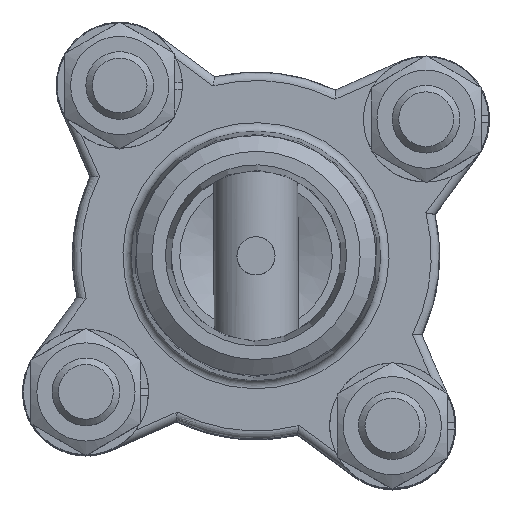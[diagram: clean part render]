
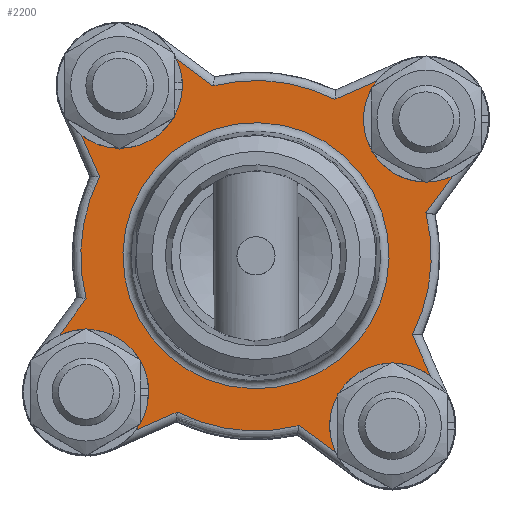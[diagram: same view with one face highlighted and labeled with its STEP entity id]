
A CAD part, top view. The second image highlights one B-rep face of the part: STEP entity #2200.
In plain terms, the highlighted planar face has unit normal (0, 0, 1).
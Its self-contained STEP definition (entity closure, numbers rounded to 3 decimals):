
#1799=CARTESIAN_POINT('',(-20.981,14.195,33.698));
#1800=VERTEX_POINT('',#1799);
#1807=CARTESIAN_POINT('',(-9.755,23.194,33.698));
#1808=VERTEX_POINT('',#1807);
#1839=CARTESIAN_POINT('',(-11.257,20.802,33.698));
#1840=VERTEX_POINT('',#1839);
#1841=CARTESIAN_POINT('',(-11.438,21.602,33.698));
#1842=VERTEX_POINT('',#1841);
#1889=CARTESIAN_POINT('',(-9.218,21.602,33.698));
#1890=VERTEX_POINT('',#1889);
#1891=CARTESIAN_POINT('',(-9.218,21.602,33.698));
#1892=DIRECTION('',(-1.0,0.0,0.0));
#1893=VECTOR('',#1892,2.22);
#1894=LINE('',#1891,#1893);
#1895=EDGE_CURVE('',#1890,#1842,#1894,.T.);
#1937=CARTESIAN_POINT('',(-9.091,20.802,33.698));
#1938=VERTEX_POINT('',#1937);
#1946=CARTESIAN_POINT('',(-11.257,20.802,33.698));
#1947=DIRECTION('',(1.0,0.0,0.0));
#1948=VECTOR('',#1947,2.166);
#1949=LINE('',#1946,#1948);
#1950=EDGE_CURVE('',#1840,#1938,#1949,.T.);
#1982=CARTESIAN_POINT('',(-16.453,20.048,33.698));
#1983=DIRECTION('',(0.0,0.0,-1.0));
#1984=DIRECTION('',(0.0,-1.0,0.0));
#1985=AXIS2_PLACEMENT_3D('',#1982,#1983,#1984);
#1986=CIRCLE('',#1985,7.4);
#1987=EDGE_CURVE('',#1808,#1890,#1986,.T.);
#1990=CARTESIAN_POINT('',(-16.453,20.048,33.698));
#1991=DIRECTION('',(0.0,0.0,-1.0));
#1992=DIRECTION('',(0.0,-1.0,0.0));
#1993=AXIS2_PLACEMENT_3D('',#1990,#1991,#1992);
#1994=CIRCLE('',#1993,7.4);
#1995=EDGE_CURVE('',#1938,#1800,#1994,.T.);
#2012=CARTESIAN_POINT('',(-0.346,-0.043,33.698));
#2013=DIRECTION('',(0.0,0.0,1.0));
#2014=DIRECTION('',(-0.994,0.109,0.0));
#2015=AXIS2_PLACEMENT_3D('',#2012,#2013,#2014);
#2016=PLANE('',#2015);
#2017=ORIENTED_EDGE('',*,*,#1950,.T.);
#2018=ORIENTED_EDGE('',*,*,#1995,.T.);
#2019=CARTESIAN_POINT('',(-18.824,9.286,33.698));
#2020=VERTEX_POINT('',#2019);
#2021=CARTESIAN_POINT('',(-20.981,14.195,33.698));
#2022=DIRECTION('',(0.402,-0.916,0.));
#2023=VECTOR('',#2022,5.361);
#2024=LINE('',#2021,#2023);
#2025=EDGE_CURVE('',#1800,#2020,#2024,.T.);
#2026=ORIENTED_EDGE('',*,*,#2025,.T.);
#2027=CARTESIAN_POINT('',(-20.411,-5.131,33.698));
#2028=VERTEX_POINT('',#2027);
#2029=CARTESIAN_POINT('',(-0.346,-0.043,33.698));
#2030=DIRECTION('',(0.,0.,1.0));
#2031=DIRECTION('',(0.626,-0.78,0.));
#2032=AXIS2_PLACEMENT_3D('',#2029,#2030,#2031);
#2033=CIRCLE('',#2032,20.7);
#2034=EDGE_CURVE('',#2020,#2028,#2033,.T.);
#2035=ORIENTED_EDGE('',*,*,#2034,.T.);
#2036=CARTESIAN_POINT('',(-23.583,-9.452,33.698));
#2037=VERTEX_POINT('',#2036);
#2038=CARTESIAN_POINT('',(-20.411,-5.131,33.698));
#2039=DIRECTION('',(-0.592,-0.806,0.));
#2040=VECTOR('',#2039,5.361);
#2041=LINE('',#2038,#2040);
#2042=EDGE_CURVE('',#2028,#2037,#2041,.T.);
#2043=ORIENTED_EDGE('',*,*,#2042,.T.);
#2044=CARTESIAN_POINT('',(-13.202,-14.595,33.698));
#2045=VERTEX_POINT('',#2044);
#2046=CARTESIAN_POINT('',(-20.436,-16.15,33.698));
#2047=DIRECTION('',(0.0,0.0,-1.0));
#2048=DIRECTION('',(0.0,-1.0,0.0));
#2049=AXIS2_PLACEMENT_3D('',#2046,#2047,#2048);
#2050=CIRCLE('',#2049,7.4);
#2051=EDGE_CURVE('',#2037,#2045,#2050,.T.);
#2052=ORIENTED_EDGE('',*,*,#2051,.T.);
#2053=CARTESIAN_POINT('',(-15.422,-14.595,33.698));
#2054=VERTEX_POINT('',#2053);
#2055=CARTESIAN_POINT('',(-13.202,-14.595,33.698));
#2056=DIRECTION('',(-1.0,0.0,0.0));
#2057=VECTOR('',#2056,2.22);
#2058=LINE('',#2055,#2057);
#2059=EDGE_CURVE('',#2045,#2054,#2058,.T.);
#2060=ORIENTED_EDGE('',*,*,#2059,.T.);
#2061=CARTESIAN_POINT('',(-15.241,-15.395,33.698));
#2062=VERTEX_POINT('',#2061);
#2063=CARTESIAN_POINT('',(-20.436,-16.15,33.698));
#2064=DIRECTION('',(0.,0.,-1.0));
#2065=DIRECTION('',(0.626,-0.78,0.));
#2066=AXIS2_PLACEMENT_3D('',#2063,#2064,#2065);
#2067=CIRCLE('',#2066,5.25);
#2068=EDGE_CURVE('',#2054,#2062,#2067,.T.);
#2069=ORIENTED_EDGE('',*,*,#2068,.T.);
#2070=CARTESIAN_POINT('',(-13.075,-15.395,33.698));
#2071=VERTEX_POINT('',#2070);
#2072=CARTESIAN_POINT('',(-15.241,-15.395,33.698));
#2073=DIRECTION('',(1.0,0.0,0.0));
#2074=VECTOR('',#2073,2.166);
#2075=LINE('',#2072,#2074);
#2076=EDGE_CURVE('',#2062,#2071,#2075,.T.);
#2077=ORIENTED_EDGE('',*,*,#2076,.T.);
#2078=CARTESIAN_POINT('',(-14.584,-20.678,33.698));
#2079=VERTEX_POINT('',#2078);
#2080=CARTESIAN_POINT('',(-20.436,-16.15,33.698));
#2081=DIRECTION('',(0.0,0.0,-1.0));
#2082=DIRECTION('',(0.0,-1.0,0.0));
#2083=AXIS2_PLACEMENT_3D('',#2080,#2081,#2082);
#2084=CIRCLE('',#2083,7.4);
#2085=EDGE_CURVE('',#2071,#2079,#2084,.T.);
#2086=ORIENTED_EDGE('',*,*,#2085,.T.);
#2087=CARTESIAN_POINT('',(-9.675,-18.521,33.698));
#2088=VERTEX_POINT('',#2087);
#2089=CARTESIAN_POINT('',(-14.584,-20.678,33.698));
#2090=DIRECTION('',(0.916,0.402,0.0));
#2091=VECTOR('',#2090,5.361);
#2092=LINE('',#2089,#2091);
#2093=EDGE_CURVE('',#2079,#2088,#2092,.T.);
#2094=ORIENTED_EDGE('',*,*,#2093,.T.);
#2095=CARTESIAN_POINT('',(4.742,-20.108,33.698));
#2096=VERTEX_POINT('',#2095);
#2097=CARTESIAN_POINT('',(-0.346,-0.043,33.698));
#2098=DIRECTION('',(0.,0.,1.0));
#2099=DIRECTION('',(0.626,-0.78,0.));
#2100=AXIS2_PLACEMENT_3D('',#2097,#2098,#2099);
#2101=CIRCLE('',#2100,20.7);
#2102=EDGE_CURVE('',#2088,#2096,#2101,.T.);
#2103=ORIENTED_EDGE('',*,*,#2102,.T.);
#2104=CARTESIAN_POINT('',(9.064,-23.28,33.698));
#2105=VERTEX_POINT('',#2104);
#2106=CARTESIAN_POINT('',(4.742,-20.108,33.698));
#2107=DIRECTION('',(0.806,-0.592,0.));
#2108=VECTOR('',#2107,5.361);
#2109=LINE('',#2106,#2108);
#2110=EDGE_CURVE('',#2096,#2105,#2109,.T.);
#2111=ORIENTED_EDGE('',*,*,#2110,.T.);
#2112=CARTESIAN_POINT('',(20.289,-14.281,33.698));
#2113=VERTEX_POINT('',#2112);
#2114=CARTESIAN_POINT('',(15.761,-20.134,33.698));
#2115=DIRECTION('',(0.0,0.0,-1.0));
#2116=DIRECTION('',(0.0,-1.0,0.0));
#2117=AXIS2_PLACEMENT_3D('',#2114,#2115,#2116);
#2118=CIRCLE('',#2117,7.4);
#2119=EDGE_CURVE('',#2105,#2113,#2118,.T.);
#2120=ORIENTED_EDGE('',*,*,#2119,.T.);
#2121=CARTESIAN_POINT('',(18.133,-9.372,33.698));
#2122=VERTEX_POINT('',#2121);
#2123=CARTESIAN_POINT('',(20.289,-14.281,33.698));
#2124=DIRECTION('',(-0.402,0.916,0.));
#2125=VECTOR('',#2124,5.361);
#2126=LINE('',#2123,#2125);
#2127=EDGE_CURVE('',#2113,#2122,#2126,.T.);
#2128=ORIENTED_EDGE('',*,*,#2127,.T.);
#2129=CARTESIAN_POINT('',(19.719,5.045,33.698));
#2130=VERTEX_POINT('',#2129);
#2131=CARTESIAN_POINT('',(-0.346,-0.043,33.698));
#2132=DIRECTION('',(0.,0.,1.0));
#2133=DIRECTION('',(0.626,-0.78,0.));
#2134=AXIS2_PLACEMENT_3D('',#2131,#2132,#2133);
#2135=CIRCLE('',#2134,20.7);
#2136=EDGE_CURVE('',#2122,#2130,#2135,.T.);
#2137=ORIENTED_EDGE('',*,*,#2136,.T.);
#2138=CARTESIAN_POINT('',(22.892,9.366,33.698));
#2139=VERTEX_POINT('',#2138);
#2140=CARTESIAN_POINT('',(19.719,5.045,33.698));
#2141=DIRECTION('',(0.592,0.806,0.));
#2142=VECTOR('',#2141,5.361);
#2143=LINE('',#2140,#2142);
#2144=EDGE_CURVE('',#2130,#2139,#2143,.T.);
#2145=ORIENTED_EDGE('',*,*,#2144,.T.);
#2146=CARTESIAN_POINT('',(13.892,20.592,33.698));
#2147=VERTEX_POINT('',#2146);
#2148=CARTESIAN_POINT('',(19.745,16.064,33.698));
#2149=DIRECTION('',(0.0,0.0,-1.0));
#2150=DIRECTION('',(0.0,-1.0,0.0));
#2151=AXIS2_PLACEMENT_3D('',#2148,#2149,#2150);
#2152=CIRCLE('',#2151,7.4);
#2153=EDGE_CURVE('',#2139,#2147,#2152,.T.);
#2154=ORIENTED_EDGE('',*,*,#2153,.T.);
#2155=CARTESIAN_POINT('',(8.984,18.435,33.698));
#2156=VERTEX_POINT('',#2155);
#2157=CARTESIAN_POINT('',(13.892,20.592,33.698));
#2158=DIRECTION('',(-0.916,-0.402,0.0));
#2159=VECTOR('',#2158,5.361);
#2160=LINE('',#2157,#2159);
#2161=EDGE_CURVE('',#2147,#2156,#2160,.T.);
#2162=ORIENTED_EDGE('',*,*,#2161,.T.);
#2163=CARTESIAN_POINT('',(-5.433,20.022,33.698));
#2164=VERTEX_POINT('',#2163);
#2165=CARTESIAN_POINT('',(-0.346,-0.043,33.698));
#2166=DIRECTION('',(0.,0.,1.0));
#2167=DIRECTION('',(0.626,-0.78,0.));
#2168=AXIS2_PLACEMENT_3D('',#2165,#2166,#2167);
#2169=CIRCLE('',#2168,20.7);
#2170=EDGE_CURVE('',#2156,#2164,#2169,.T.);
#2171=ORIENTED_EDGE('',*,*,#2170,.T.);
#2172=CARTESIAN_POINT('',(-5.433,20.022,33.698));
#2173=DIRECTION('',(-0.806,0.592,0.));
#2174=VECTOR('',#2173,5.361);
#2175=LINE('',#2172,#2174);
#2176=EDGE_CURVE('',#2164,#1808,#2175,.T.);
#2177=ORIENTED_EDGE('',*,*,#2176,.T.);
#2178=ORIENTED_EDGE('',*,*,#1987,.T.);
#2179=ORIENTED_EDGE('',*,*,#1895,.T.);
#2180=CARTESIAN_POINT('',(-16.453,20.048,33.698));
#2181=DIRECTION('',(0.,0.,-1.0));
#2182=DIRECTION('',(0.626,-0.78,0.));
#2183=AXIS2_PLACEMENT_3D('',#2180,#2181,#2182);
#2184=CIRCLE('',#2183,5.25);
#2185=EDGE_CURVE('',#1842,#1840,#2184,.T.);
#2186=ORIENTED_EDGE('',*,*,#2185,.T.);
#2187=EDGE_LOOP('',(#2017,#2018,#2026,#2035,#2043,#2052,#2060,#2069,#2077,#2086,#2094,#2103,#2111,#2120,#2128,#2137,#2145,#2154,#2162,#2171,#2177,#2178,#2179,#2186));
#2188=FACE_OUTER_BOUND('',#2187,.T.);
#2189=CARTESIAN_POINT('',(9.487,-12.307,33.698));
#2190=VERTEX_POINT('',#2189);
#2191=CARTESIAN_POINT('',(-0.346,-0.043,33.698));
#2192=DIRECTION('',(0.,0.,-1.0));
#2193=DIRECTION('',(0.626,-0.78,0.));
#2194=AXIS2_PLACEMENT_3D('',#2191,#2192,#2193);
#2195=CIRCLE('',#2194,15.719);
#2196=EDGE_CURVE('',#2190,#2190,#2195,.T.);
#2197=ORIENTED_EDGE('',*,*,#2196,.T.);
#2198=EDGE_LOOP('',(#2197));
#2199=FACE_BOUND('',#2198,.T.);
#2200=ADVANCED_FACE('',(#2188,#2199),#2016,.T.);
